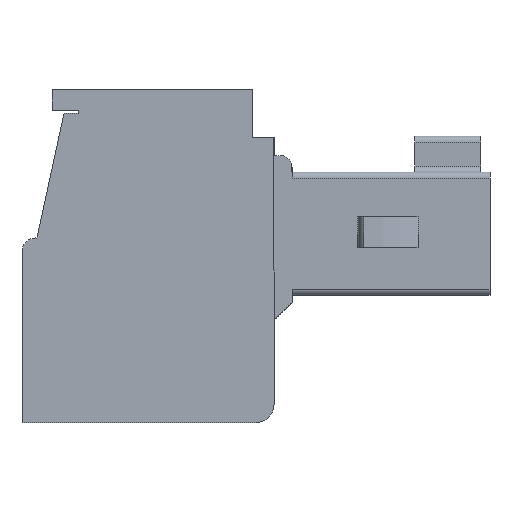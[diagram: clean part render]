
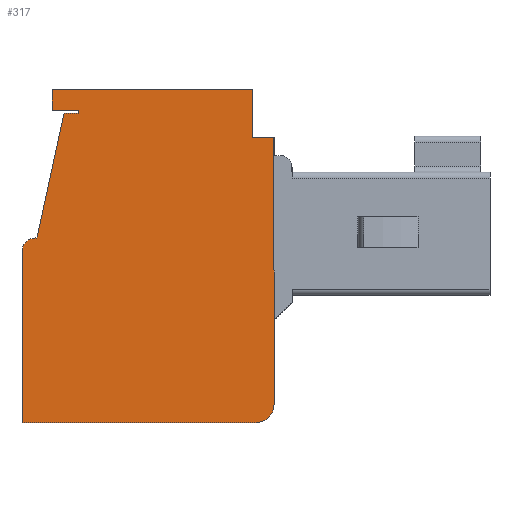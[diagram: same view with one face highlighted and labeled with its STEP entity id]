
A CAD part, left-side view. The second image highlights one B-rep face of the part: STEP entity #317.
In plain terms, the highlighted planar face has unit normal (-1, 0, 0).
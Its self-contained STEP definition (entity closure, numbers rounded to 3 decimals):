
#146 = VERTEX_POINT ( 'NONE', #26408 ) ;
#317 = ADVANCED_FACE ( 'NONE', ( #23793 ), #4717, .F. ) ;
#353 = LINE ( 'NONE', #10245, #24006 ) ;
#1058 = CARTESIAN_POINT ( 'NONE',  ( 0., 15.1, 6.15 ) ) ;
#1631 = DIRECTION ( 'NONE',  ( 0., 1., 0. ) ) ;
#1833 = VECTOR ( 'NONE', #8396, 1000. ) ;
#2053 = VERTEX_POINT ( 'NONE', #3711 ) ;
#2509 = ORIENTED_EDGE ( 'NONE', *, *, #23870, .T. ) ;
#2725 = ORIENTED_EDGE ( 'NONE', *, *, #17909, .T. ) ;
#3030 = DIRECTION ( 'NONE',  ( 0., 0., 1. ) ) ;
#3711 = CARTESIAN_POINT ( 'NONE',  ( 0., 7.92, 11.1 ) ) ;
#3955 = CARTESIAN_POINT ( 'NONE',  ( 0., 7.2, 0.6 ) ) ;
#4717 = PLANE ( 'NONE',  #18049 ) ;
#4951 = CARTESIAN_POINT ( 'NONE',  ( 0., 13.7, 10.3 ) ) ;
#5116 = DIRECTION ( 'NONE',  ( 0., 1., 0. ) ) ;
#5442 = VECTOR ( 'NONE', #5116, 1000. ) ;
#5590 = VERTEX_POINT ( 'NONE', #15702 ) ;
#5622 = ORIENTED_EDGE ( 'NONE', *, *, #16209, .T. ) ;
#5680 = DIRECTION ( 'NONE',  ( -1., 0., 0. ) ) ;
#5946 = CARTESIAN_POINT ( 'NONE',  ( 0., 15.15, 6.15 ) ) ;
#5951 = EDGE_CURVE ( 'NONE', #17179, #25555, #23075, .T. ) ;
#6515 = DIRECTION ( 'NONE',  ( 1., 0., 0. ) ) ;
#6962 = LINE ( 'NONE', #14367, #31589 ) ;
#7194 = ORIENTED_EDGE ( 'NONE', *, *, #25454, .T. ) ;
#7450 = VERTEX_POINT ( 'NONE', #27004 ) ;
#7930 = VECTOR ( 'NONE', #8473, 1000. ) ;
#8337 = ORIENTED_EDGE ( 'NONE', *, *, #5951, .T. ) ;
#8366 = ORIENTED_EDGE ( 'NONE', *, *, #14948, .T. ) ;
#8396 = DIRECTION ( 'NONE',  ( 0., 0., 1. ) ) ;
#8455 = CIRCLE ( 'NONE', #23917, 0.6 ) ;
#8473 = DIRECTION ( 'NONE',  ( 0., 0., 1. ) ) ;
#9420 = DIRECTION ( 'NONE',  ( 0., 0., -1. ) ) ;
#9807 = LINE ( 'NONE', #19480, #27647 ) ;
#10245 = CARTESIAN_POINT ( 'NONE',  ( 0., 15.6, 11.1 ) ) ;
#10598 = VECTOR ( 'NONE', #1631, 1000. ) ;
#11057 = DIRECTION ( 'NONE',  ( 0., 0., 1. ) ) ;
#11443 = EDGE_CURVE ( 'NONE', #29325, #7450, #6962, .T. ) ;
#11458 = ORIENTED_EDGE ( 'NONE', *, *, #18112, .T. ) ;
#12030 = CARTESIAN_POINT ( 'NONE',  ( 0., 15.15, 6.15 ) ) ;
#12225 = EDGE_CURVE ( 'NONE', #22991, #2053, #15879, .T. ) ;
#12697 = LINE ( 'NONE', #4951, #5442 ) ;
#12759 = VERTEX_POINT ( 'NONE', #24732 ) ;
#12898 = CARTESIAN_POINT ( 'NONE',  ( 0., 7.2, 9.5 ) ) ;
#13120 = CIRCLE ( 'NONE', #31207, 0.45 ) ;
#13398 = DIRECTION ( 'NONE',  ( 0., 0.212, -0.977 ) ) ;
#13445 = LINE ( 'NONE', #18280, #10598 ) ;
#14367 = CARTESIAN_POINT ( 'NONE',  ( 0., 13.7, 10.4 ) ) ;
#14519 = VECTOR ( 'NONE', #11057, 1000. ) ;
#14537 = EDGE_CURVE ( 'NONE', #146, #16968, #30621, .T. ) ;
#14948 = EDGE_CURVE ( 'NONE', #24915, #19864, #8455, .T. ) ;
#15517 = EDGE_CURVE ( 'NONE', #27407, #29325, #28992, .T. ) ;
#15697 = CARTESIAN_POINT ( 'NONE',  ( 0., 13.7, 10.4 ) ) ;
#15702 = CARTESIAN_POINT ( 'NONE',  ( 0., 7.2, 9.5 ) ) ;
#15778 = CARTESIAN_POINT ( 'NONE',  ( 0., 15.6, 0. ) ) ;
#15789 = DIRECTION ( 'NONE',  ( 0., 1., 0. ) ) ;
#15879 = LINE ( 'NONE', #23323, #14519 ) ;
#16209 = EDGE_CURVE ( 'NONE', #12759, #17179, #23578, .T. ) ;
#16662 = CARTESIAN_POINT ( 'NONE',  ( 0., 14.6, 10.4 ) ) ;
#16687 = EDGE_CURVE ( 'NONE', #18841, #2053, #353, .T. ) ;
#16968 = VERTEX_POINT ( 'NONE', #17226 ) ;
#17179 = VERTEX_POINT ( 'NONE', #1058 ) ;
#17195 = CARTESIAN_POINT ( 'NONE',  ( 0., 7.92, 9.5 ) ) ;
#17226 = CARTESIAN_POINT ( 'NONE',  ( 0., 15.6, 5.7 ) ) ;
#17381 = CARTESIAN_POINT ( 'NONE',  ( 0., 15.15, 5.7 ) ) ;
#17708 = DIRECTION ( 'NONE',  ( -1., 0., 0. ) ) ;
#17909 = EDGE_CURVE ( 'NONE', #146, #24915, #20788, .T. ) ;
#18049 = AXIS2_PLACEMENT_3D ( 'NONE', #31573, #6515, #9420 ) ;
#18112 = EDGE_CURVE ( 'NONE', #7450, #12759, #12697, .T. ) ;
#18123 = EDGE_LOOP ( 'NONE', ( #8366, #28534, #27093, #24999, #18729, #2509, #18268, #18326, #11458, #5622, #8337, #7194, #31507, #2725 ) ) ;
#18234 = CARTESIAN_POINT ( 'NONE',  ( 0., 15.1, 6.15 ) ) ;
#18268 = ORIENTED_EDGE ( 'NONE', *, *, #15517, .T. ) ;
#18280 = CARTESIAN_POINT ( 'NONE',  ( 0., 7.92, 9.5 ) ) ;
#18326 = ORIENTED_EDGE ( 'NONE', *, *, #11443, .T. ) ;
#18729 = ORIENTED_EDGE ( 'NONE', *, *, #16687, .F. ) ;
#18841 = VERTEX_POINT ( 'NONE', #27297 ) ;
#19480 = CARTESIAN_POINT ( 'NONE',  ( 0., 14.6, 11.1 ) ) ;
#19864 = VERTEX_POINT ( 'NONE', #3955 ) ;
#19962 = DIRECTION ( 'NONE',  ( 0., 0., -1. ) ) ;
#20069 = DIRECTION ( 'NONE',  ( 0., -1., 0. ) ) ;
#20788 = LINE ( 'NONE', #15778, #31830 ) ;
#22991 = VERTEX_POINT ( 'NONE', #17195 ) ;
#23075 = LINE ( 'NONE', #5946, #32007 ) ;
#23284 = DIRECTION ( 'NONE',  ( 0., 0., -1. ) ) ;
#23323 = CARTESIAN_POINT ( 'NONE',  ( 0., 7.92, 11.1 ) ) ;
#23531 = EDGE_CURVE ( 'NONE', #5590, #22991, #13445, .T. ) ;
#23578 = LINE ( 'NONE', #18234, #25010 ) ;
#23793 = FACE_OUTER_BOUND ( 'NONE', #18123, .T. ) ;
#23870 = EDGE_CURVE ( 'NONE', #18841, #27407, #9807, .T. ) ;
#23917 = AXIS2_PLACEMENT_3D ( 'NONE', #29794, #5680, #23284 ) ;
#24006 = VECTOR ( 'NONE', #20069, 1000. ) ;
#24439 = DIRECTION ( 'NONE',  ( 0., -1., 0. ) ) ;
#24732 = CARTESIAN_POINT ( 'NONE',  ( 0., 14.2, 10.3 ) ) ;
#24804 = CARTESIAN_POINT ( 'NONE',  ( 0., 7.8, 0. ) ) ;
#24915 = VERTEX_POINT ( 'NONE', #24804 ) ;
#24999 = ORIENTED_EDGE ( 'NONE', *, *, #12225, .T. ) ;
#25010 = VECTOR ( 'NONE', #13398, 1000. ) ;
#25454 = EDGE_CURVE ( 'NONE', #25555, #16968, #13120, .T. ) ;
#25555 = VERTEX_POINT ( 'NONE', #12030 ) ;
#25788 = CARTESIAN_POINT ( 'NONE',  ( 0., 14.6, 10.4 ) ) ;
#26408 = CARTESIAN_POINT ( 'NONE',  ( 0., 15.6, 0. ) ) ;
#26641 = EDGE_CURVE ( 'NONE', #19864, #5590, #30389, .T. ) ;
#27004 = CARTESIAN_POINT ( 'NONE',  ( 0., 13.7, 10.3 ) ) ;
#27093 = ORIENTED_EDGE ( 'NONE', *, *, #23531, .T. ) ;
#27297 = CARTESIAN_POINT ( 'NONE',  ( 0., 14.6, 11.1 ) ) ;
#27407 = VERTEX_POINT ( 'NONE', #25788 ) ;
#27647 = VECTOR ( 'NONE', #19962, 1000. ) ;
#28022 = CARTESIAN_POINT ( 'NONE',  ( 0., 15.6, 11.1 ) ) ;
#28534 = ORIENTED_EDGE ( 'NONE', *, *, #26641, .T. ) ;
#28992 = LINE ( 'NONE', #16662, #29091 ) ;
#29091 = VECTOR ( 'NONE', #24439, 1000. ) ;
#29325 = VERTEX_POINT ( 'NONE', #15697 ) ;
#29794 = CARTESIAN_POINT ( 'NONE',  ( 0., 7.8, 0.6 ) ) ;
#30389 = LINE ( 'NONE', #12898, #1833 ) ;
#30621 = LINE ( 'NONE', #28022, #7930 ) ;
#30681 = DIRECTION ( 'NONE',  ( 0., -1., 0. ) ) ;
#31207 = AXIS2_PLACEMENT_3D ( 'NONE', #17381, #17708, #3030 ) ;
#31507 = ORIENTED_EDGE ( 'NONE', *, *, #14537, .F. ) ;
#31573 = CARTESIAN_POINT ( 'NONE',  ( 0., 15.6, 11.1 ) ) ;
#31589 = VECTOR ( 'NONE', #32013, 1000. ) ;
#31830 = VECTOR ( 'NONE', #30681, 1000. ) ;
#32007 = VECTOR ( 'NONE', #15789, 1000. ) ;
#32013 = DIRECTION ( 'NONE',  ( 0., 0., -1. ) ) ;
